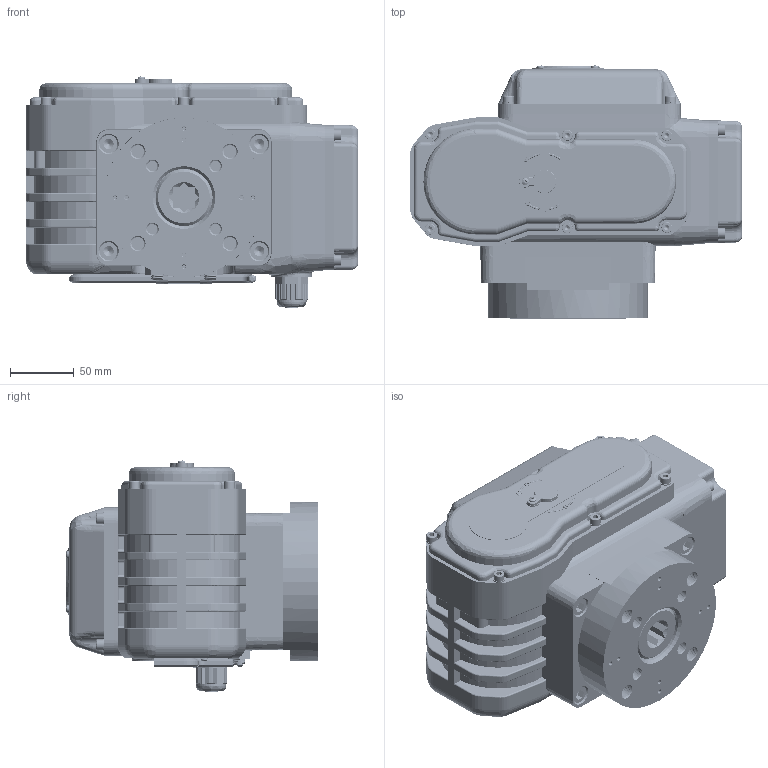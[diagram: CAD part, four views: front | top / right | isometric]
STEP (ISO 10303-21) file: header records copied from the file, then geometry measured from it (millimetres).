
FILE_DESCRIPTION (( 'STEP AP214' ), '1' );
FILE_NAME ('DXL-20.STEP', '2020-05-27T02:08:31', ( 'managet2' ), ( '' ), 'SwSTEP 2.0', 'SolidWorks 2016', '' );
FILE_SCHEMA (( 'AUTOMOTIVE_DESIGN' ));
Length unit declared in the file: millimetre
Products named in the file (57): pan head cross recess screw_din_ISO 7045 - M2.5 x 4 - Z --- 4S; DXL-20-1; curved spring lock washer_din_Spring washer DIN 128 - A5; socket head cap screw 4762_din_ISO 4762 M5 x 10 --- 10N; DXL-20; socket head cap screw fine_din_DIN 912 M10x1 x 16 --- 16N; pan head cross recess screw_din_ISO 7045 - M5 x 6 - Z --- 6S; plain washer 6902 type abc_din_DIN 6902-A5.5; pan head cross recess screw_din_ISO 7045 - M3 x 4 - Z --- 4S; 邇鍱-1; 岈-1; øêàëà-1
Assembly tree (45 placements, depth 2):
  pan head cross recess screw_din_ISO 7045 - M2.5 x 4 - Z --- 4S
  DXL-20-1
  curved spring lock washer_din_Spring washer DIN 128 - A5
  socket head cap screw 4762_din_ISO 4762 M5 x 10 --- 10N
  DXL-20
    DXL-20-1
    øêàëà-1
    岈-1
    邇鍱-1
    pan head cross recess screw_din_ISO 7045 - M3 x 4 - Z --- 4S  x5
    plain washer 6902 type abc_din_DIN 6902-A5.5
    pan head cross recess screw_din_ISO 7045 - M5 x 6 - Z --- 6S
    curved spring lock washer_din_Spring washer DIN 128 - A5  x14
    socket head cap screw 4762_din_ISO 4762 M5 x 10 --- 10N  x14
    pan head cross recess screw_din_ISO 7045 - M2.5 x 4 - Z --- 4S  x2
    socket head cap screw fine_din_DIN 912 M10x1 x 16 --- 16N  x4
Bounding box: 260 x 198.05 x 181.01 mm (x, y, z)
Volume: 31288.9 mm3; surface area: 522549.7 mm2
Topology: 47 solids, 100 shells, 4336 faces, 11143 edges, 7005 vertices
Faces by surface type: plane 1792, cylinder 1215, cone 712, bspline 605, torus 12
Entity records: 171439 total; most frequent: CARTESIAN_POINT 91090, ORIENTED_EDGE 17492, DIRECTION 14592, EDGE_CURVE 8841, VERTEX_POINT 5677, AXIS2_PLACEMENT_3D 5055, VECTOR 4482, LINE 4482
